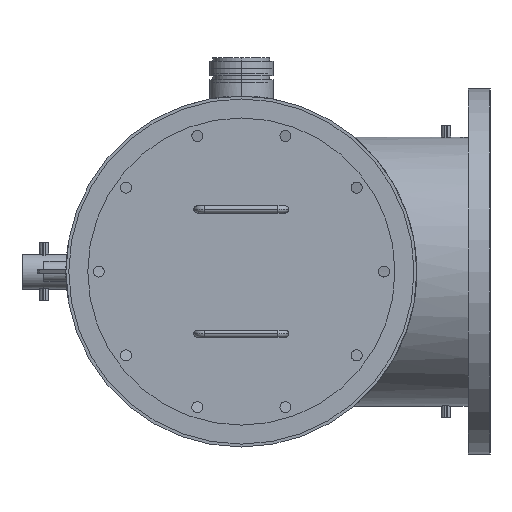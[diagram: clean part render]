
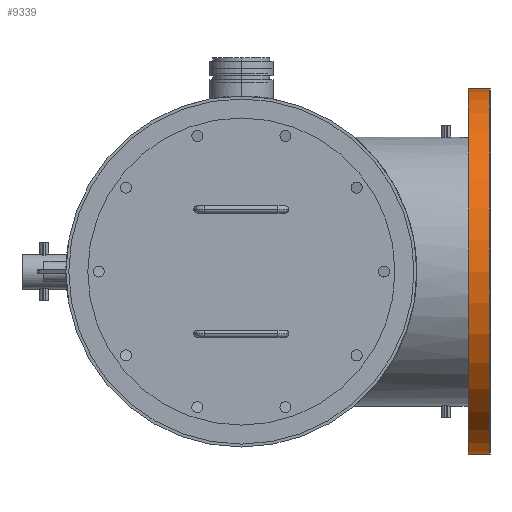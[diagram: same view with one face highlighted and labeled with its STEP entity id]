
A CAD part, left-side view. The second image highlights one B-rep face of the part: STEP entity #9339.
In plain terms, the highlighted cylindrical face has radius 317.5 mm (diameter 635 mm), a partial arc.
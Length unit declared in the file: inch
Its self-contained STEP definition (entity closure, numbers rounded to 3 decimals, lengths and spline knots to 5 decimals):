
#87 = EDGE_CURVE ( 'NONE', #10960, #9874, #11952, .T. ) ;
#276 = CARTESIAN_POINT ( 'NONE',  ( 19.54, -15.5, 12.5 ) ) ;
#407 = DIRECTION ( 'NONE',  ( 0., 0., -1. ) ) ;
#1018 = DIRECTION ( 'NONE',  ( 0., -1., 0. ) ) ;
#1352 = CARTESIAN_POINT ( 'NONE',  ( 19.54, -15.5, 12.5 ) ) ;
#1732 = ORIENTED_EDGE ( 'NONE', *, *, #4361, .F. ) ;
#1756 = VERTEX_POINT ( 'NONE', #276 ) ;
#2111 = AXIS2_PLACEMENT_3D ( 'NONE', #3362, #4384, #407 ) ;
#2486 = AXIS2_PLACEMENT_3D ( 'NONE', #4228, #1018, #6323 ) ;
#2625 = EDGE_CURVE ( 'NONE', #1756, #10960, #6695, .T. ) ;
#2828 = AXIS2_PLACEMENT_3D ( 'NONE', #7783, #8849, #8984 ) ;
#3321 = CARTESIAN_POINT ( 'NONE',  ( 19.54, -15.5, -12.5 ) ) ;
#3362 = CARTESIAN_POINT ( 'NONE',  ( 19.54, -15.5, 0. ) ) ;
#4228 = CARTESIAN_POINT ( 'NONE',  ( 19.54, -17., 0. ) ) ;
#4361 = EDGE_CURVE ( 'NONE', #13401, #9874, #6011, .T. ) ;
#4384 = DIRECTION ( 'NONE',  ( 0., -1., 0. ) ) ;
#5358 = ORIENTED_EDGE ( 'NONE', *, *, #2625, .T. ) ;
#5537 = EDGE_CURVE ( 'NONE', #1756, #13401, #12877, .T. ) ;
#5760 = CYLINDRICAL_SURFACE ( 'NONE', #2111, 12.5 ) ;
#6011 = CIRCLE ( 'NONE', #2486, 12.5 ) ;
#6141 = VECTOR ( 'NONE', #8290, 39.37008 ) ;
#6323 = DIRECTION ( 'NONE',  ( 0., 0., -1. ) ) ;
#6585 = DIRECTION ( 'NONE',  ( 0., -1., 0. ) ) ;
#6695 = CIRCLE ( 'NONE', #2828, 12.5 ) ;
#7783 = CARTESIAN_POINT ( 'NONE',  ( 19.54, -15.5, 0. ) ) ;
#8115 = CARTESIAN_POINT ( 'NONE',  ( 19.54, -17., -12.5 ) ) ;
#8290 = DIRECTION ( 'NONE',  ( 0., -1., 0. ) ) ;
#8849 = DIRECTION ( 'NONE',  ( 0., -1., 0. ) ) ;
#8984 = DIRECTION ( 'NONE',  ( 0., 0., -1. ) ) ;
#9175 = ORIENTED_EDGE ( 'NONE', *, *, #87, .T. ) ;
#9339 = ADVANCED_FACE ( 'NONE', ( #9961 ), #5760, .T. ) ;
#9520 = CARTESIAN_POINT ( 'NONE',  ( 19.54, -17., 12.5 ) ) ;
#9874 = VERTEX_POINT ( 'NONE', #8115 ) ;
#9961 = FACE_OUTER_BOUND ( 'NONE', #13018, .T. ) ;
#10313 = VECTOR ( 'NONE', #6585, 39.37008 ) ;
#10960 = VERTEX_POINT ( 'NONE', #3321 ) ;
#11331 = CARTESIAN_POINT ( 'NONE',  ( 19.54, -15.5, -12.5 ) ) ;
#11952 = LINE ( 'NONE', #11331, #6141 ) ;
#12877 = LINE ( 'NONE', #1352, #10313 ) ;
#13018 = EDGE_LOOP ( 'NONE', ( #13044, #5358, #9175, #1732 ) ) ;
#13044 = ORIENTED_EDGE ( 'NONE', *, *, #5537, .F. ) ;
#13401 = VERTEX_POINT ( 'NONE', #9520 ) ;
